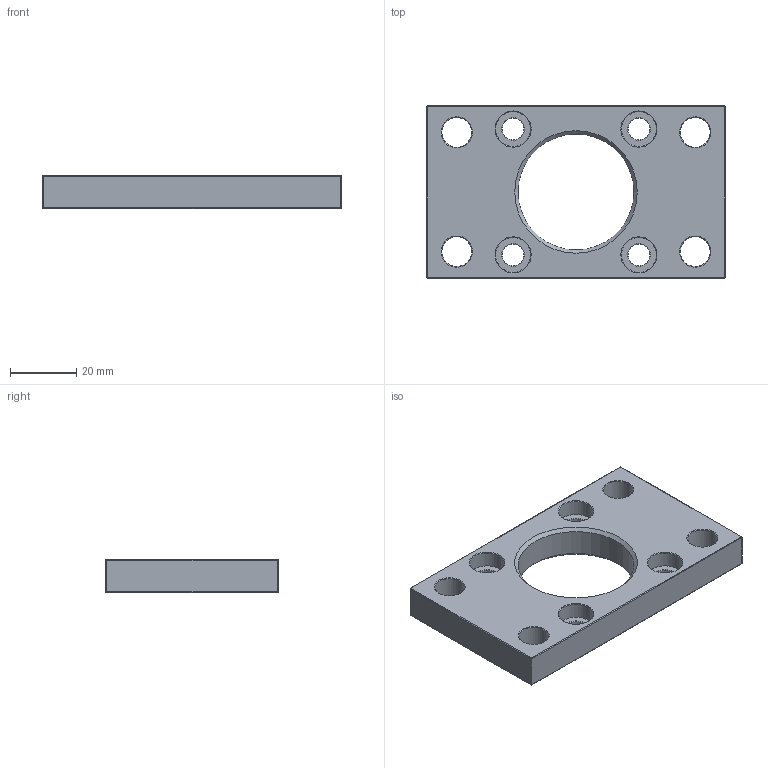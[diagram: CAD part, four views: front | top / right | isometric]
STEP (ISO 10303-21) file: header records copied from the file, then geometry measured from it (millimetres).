
FILE_DESCRIPTION((''),'2;1');
FILE_NAME('FI040.stp','2013-09-26T13:56:19',('carlo.corazza'),(''),'Autodesk Inventor 2012','Autodesk Inventor 2012','');
FILE_SCHEMA(('AUTOMOTIVE_DESIGN { 1 0 10303 214 1 1 1 1 }'));
Length unit declared in the file: millimetre
Products named in the file (1): FI040
Bounding box: 90 x 52 x 10 mm (x, y, z)
Volume: 32110.9 mm3; surface area: 12561.5 mm2
Topology: 1 solids, 1 shells, 65 faces, 142 edges, 81 vertices
Faces by surface type: cylinder 25, cone 22, plane 10, sphere 8
Full cylindrical faces by diameter (mm): 6.5 x4, 9 x4, 10.5 x4, 35 x1
Entity records: 1556 total; most frequent: DIRECTION 300, CARTESIAN_POINT 234, ORIENTED_EDGE 192, AXIS2_PLACEMENT_3D 138, EDGE_LOOP 122, EDGE_CURVE 96, VERTEX_POINT 72, CIRCLE 72
